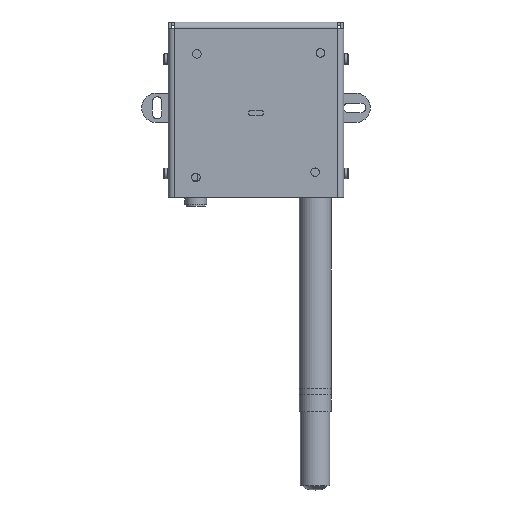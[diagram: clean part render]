
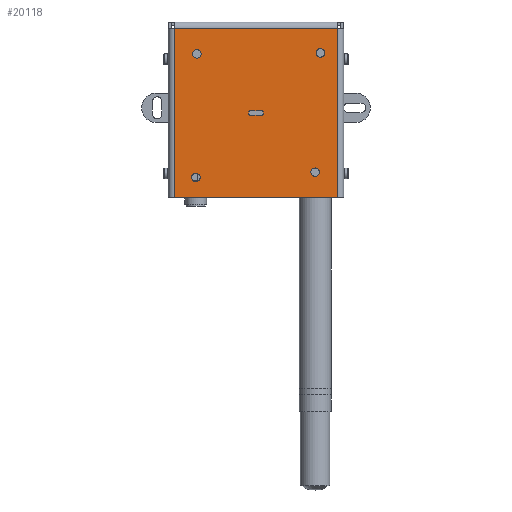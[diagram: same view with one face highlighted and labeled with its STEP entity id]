
A CAD part, top view. The second image highlights one B-rep face of the part: STEP entity #20118.
In plain terms, the highlighted face is planar.
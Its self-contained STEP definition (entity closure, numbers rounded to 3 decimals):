
#1004=FACE_BOUND('',#3387,.T.);
#1005=FACE_BOUND('',#3388,.T.);
#1006=FACE_BOUND('',#3389,.T.);
#1007=FACE_BOUND('',#3390,.T.);
#1008=FACE_BOUND('',#3391,.T.);
#1274=PLANE('',#21910);
#2157=FACE_OUTER_BOUND('',#3386,.T.);
#3386=EDGE_LOOP('',(#15855,#15856,#15857,#15858));
#3387=EDGE_LOOP('',(#15859));
#3388=EDGE_LOOP('',(#15860));
#3389=EDGE_LOOP('',(#15861));
#3390=EDGE_LOOP('',(#15862));
#3391=EDGE_LOOP('',(#15863,#15864,#15865,#15866,#15867,#15868,#15869,#15870));
#4239=CIRCLE('',#21506,0.5);
#4241=CIRCLE('',#21510,0.5);
#4243=CIRCLE('',#21514,0.5);
#4245=CIRCLE('',#21518,0.5);
#4403=CIRCLE('',#21860,2.);
#4405=CIRCLE('',#21863,2.);
#4407=CIRCLE('',#21866,2.);
#4409=CIRCLE('',#21869,2.);
#5062=LINE('',#34317,#7196);
#5068=LINE('',#34332,#7202);
#5072=LINE('',#34344,#7206);
#5075=LINE('',#34353,#7209);
#5490=LINE('',#35518,#7624);
#5503=LINE('',#35549,#7637);
#5511=LINE('',#35572,#7645);
#5516=LINE('',#35588,#7650);
#7196=VECTOR('',#23802,10.);
#7202=VECTOR('',#23816,10.);
#7206=VECTOR('',#23828,10.);
#7209=VECTOR('',#23839,10.);
#7624=VECTOR('',#24966,10.);
#7637=VECTOR('',#25005,10.);
#7645=VECTOR('',#25035,10.);
#7650=VECTOR('',#25060,10.);
#9360=VERTEX_POINT('',#34307);
#9361=VERTEX_POINT('',#34308);
#9364=VERTEX_POINT('',#34316);
#9366=VERTEX_POINT('',#34322);
#9367=VERTEX_POINT('',#34323);
#9370=VERTEX_POINT('',#34334);
#9371=VERTEX_POINT('',#34335);
#9374=VERTEX_POINT('',#34346);
#9749=VERTEX_POINT('',#35463);
#9751=VERTEX_POINT('',#35469);
#9753=VERTEX_POINT('',#35475);
#9755=VERTEX_POINT('',#35481);
#9768=VERTEX_POINT('',#35515);
#9769=VERTEX_POINT('',#35517);
#9774=VERTEX_POINT('',#35547);
#9778=VERTEX_POINT('',#35571);
#11302=EDGE_CURVE('',#9360,#9361,#4239,.T.);
#11306=EDGE_CURVE('',#9364,#9361,#5062,.T.);
#11309=EDGE_CURVE('',#9366,#9367,#4241,.T.);
#11314=EDGE_CURVE('',#9360,#9367,#5068,.T.);
#11315=EDGE_CURVE('',#9370,#9371,#4243,.T.);
#11320=EDGE_CURVE('',#9366,#9371,#5072,.T.);
#11321=EDGE_CURVE('',#9364,#9374,#4245,.T.);
#11325=EDGE_CURVE('',#9370,#9374,#5075,.T.);
#11879=EDGE_CURVE('',#9749,#9749,#4403,.T.);
#11882=EDGE_CURVE('',#9751,#9751,#4405,.T.);
#11885=EDGE_CURVE('',#9753,#9753,#4407,.T.);
#11888=EDGE_CURVE('',#9755,#9755,#4409,.T.);
#11905=EDGE_CURVE('',#9769,#9768,#5490,.T.);
#11922=EDGE_CURVE('',#9768,#9774,#5503,.T.);
#11934=EDGE_CURVE('',#9778,#9769,#5511,.T.);
#11942=EDGE_CURVE('',#9778,#9774,#5516,.T.);
#15855=ORIENTED_EDGE('',*,*,#11905,.T.);
#15856=ORIENTED_EDGE('',*,*,#11922,.T.);
#15857=ORIENTED_EDGE('',*,*,#11942,.F.);
#15858=ORIENTED_EDGE('',*,*,#11934,.T.);
#15859=ORIENTED_EDGE('',*,*,#11879,.T.);
#15860=ORIENTED_EDGE('',*,*,#11882,.T.);
#15861=ORIENTED_EDGE('',*,*,#11885,.T.);
#15862=ORIENTED_EDGE('',*,*,#11888,.T.);
#15863=ORIENTED_EDGE('',*,*,#11320,.T.);
#15864=ORIENTED_EDGE('',*,*,#11315,.F.);
#15865=ORIENTED_EDGE('',*,*,#11325,.T.);
#15866=ORIENTED_EDGE('',*,*,#11321,.F.);
#15867=ORIENTED_EDGE('',*,*,#11306,.T.);
#15868=ORIENTED_EDGE('',*,*,#11302,.F.);
#15869=ORIENTED_EDGE('',*,*,#11314,.T.);
#15870=ORIENTED_EDGE('',*,*,#11309,.F.);
#20118=ADVANCED_FACE('',(#2157,#1004,#1005,#1006,#1007,#1008),#1274,.F.);
#21506=AXIS2_PLACEMENT_3D('',#34309,#23794,#23795);
#21510=AXIS2_PLACEMENT_3D('',#34324,#23807,#23808);
#21514=AXIS2_PLACEMENT_3D('',#34336,#23819,#23820);
#21518=AXIS2_PLACEMENT_3D('',#34347,#23831,#23832);
#21860=AXIS2_PLACEMENT_3D('',#35464,#24915,#24916);
#21863=AXIS2_PLACEMENT_3D('',#35470,#24922,#24923);
#21866=AXIS2_PLACEMENT_3D('',#35476,#24929,#24930);
#21869=AXIS2_PLACEMENT_3D('',#35482,#24936,#24937);
#21910=AXIS2_PLACEMENT_3D('',#35587,#25058,#25059);
#23794=DIRECTION('center_axis',(0.,0.,-1.));
#23795=DIRECTION('ref_axis',(0.707,0.707,0.));
#23802=DIRECTION('',(0.,1.,0.));
#23807=DIRECTION('center_axis',(0.,0.,-1.));
#23808=DIRECTION('ref_axis',(-0.707,0.707,0.));
#23816=DIRECTION('',(-1.,0.,0.));
#23819=DIRECTION('center_axis',(0.,0.,-1.));
#23820=DIRECTION('ref_axis',(-0.707,-0.707,0.));
#23828=DIRECTION('',(0.,-1.,0.));
#23831=DIRECTION('center_axis',(0.,0.,-1.));
#23832=DIRECTION('ref_axis',(0.707,-0.707,0.));
#23839=DIRECTION('',(1.,0.,0.));
#24915=DIRECTION('center_axis',(0.,0.,1.));
#24916=DIRECTION('ref_axis',(1.,0.,0.));
#24922=DIRECTION('center_axis',(0.,0.,1.));
#24923=DIRECTION('ref_axis',(1.,0.,0.));
#24929=DIRECTION('center_axis',(0.,0.,1.));
#24930=DIRECTION('ref_axis',(1.,0.,0.));
#24936=DIRECTION('center_axis',(0.,0.,1.));
#24937=DIRECTION('ref_axis',(1.,0.,0.));
#24966=DIRECTION('',(1.,0.,0.));
#25005=DIRECTION('',(0.,-1.,0.));
#25035=DIRECTION('',(0.,1.,0.));
#25058=DIRECTION('center_axis',(0.,0.,1.));
#25059=DIRECTION('ref_axis',(1.,0.,0.));
#25060=DIRECTION('',(1.,0.,0.));
#34307=CARTESIAN_POINT('',(44.5,41.,0.));
#34308=CARTESIAN_POINT('',(45.,40.5,0.));
#34309=CARTESIAN_POINT('Origin',(44.5,40.5,0.));
#34316=CARTESIAN_POINT('',(45.,39.5,0.));
#34317=CARTESIAN_POINT('',(45.,40.25,0.));
#34322=CARTESIAN_POINT('',(38.,40.5,0.));
#34323=CARTESIAN_POINT('',(38.5,41.,0.));
#34324=CARTESIAN_POINT('Origin',(38.5,40.5,0.));
#34332=CARTESIAN_POINT('',(43.25,41.,0.));
#34334=CARTESIAN_POINT('',(38.5,39.,0.));
#34335=CARTESIAN_POINT('',(38.,39.5,0.));
#34336=CARTESIAN_POINT('Origin',(38.5,39.5,0.));
#34344=CARTESIAN_POINT('',(38.,41.25,0.));
#34346=CARTESIAN_POINT('',(44.5,39.,0.));
#34347=CARTESIAN_POINT('Origin',(44.5,39.5,0.));
#34353=CARTESIAN_POINT('',(39.75,39.,0.));
#35463=CARTESIAN_POINT('',(67.9,9.6,0.));
#35464=CARTESIAN_POINT('Origin',(69.9,9.6,0.));
#35469=CARTESIAN_POINT('',(11.57,12.07,0.));
#35470=CARTESIAN_POINT('Origin',(13.57,12.07,0.));
#35475=CARTESIAN_POINT('',(67.431,67.931,0.));
#35476=CARTESIAN_POINT('Origin',(69.431,67.931,0.));
#35481=CARTESIAN_POINT('',(9.1,68.4,0.));
#35482=CARTESIAN_POINT('Origin',(11.1,68.4,0.));
#35515=CARTESIAN_POINT('',(80.,80.,0.));
#35517=CARTESIAN_POINT('',(3.,80.,0.));
#35518=CARTESIAN_POINT('',(60.75,80.,0.));
#35547=CARTESIAN_POINT('',(80.,0.,0.));
#35549=CARTESIAN_POINT('',(80.,20.75,0.));
#35571=CARTESIAN_POINT('',(3.,0.,0.));
#35572=CARTESIAN_POINT('',(3.,60.75,0.));
#35587=CARTESIAN_POINT('Origin',(41.5,41.5,0.));
#35588=CARTESIAN_POINT('',(0.,0.,0.));
